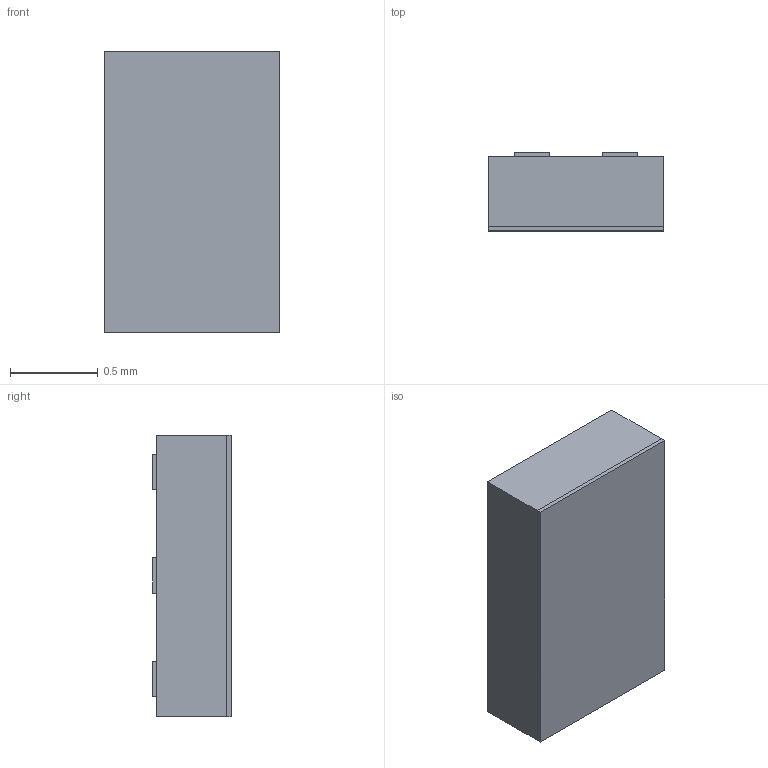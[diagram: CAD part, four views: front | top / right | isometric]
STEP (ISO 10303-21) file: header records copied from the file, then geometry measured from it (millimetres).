
FILE_DESCRIPTION (( 'STEP AP214' ), '1' );
FILE_NAME ('MLPF-WB55-01E3.STEP', '2021-06-17T07:49:25', ( '' ), ( '' ), 'SwSTEP 2.0', 'SolidWorks 2018', '' );
FILE_SCHEMA (( 'AUTOMOTIVE_DESIGN' ));
Length unit declared in the file: millimetre
Products named in the file (2): MLPF-WB55-01E3
Bounding box: 1 x 0.45 x 1.6 mm (x, y, z)
Volume: 0.7 mm3; surface area: 11.1 mm2
Topology: 8 solids, 8 shells, 78 faces, 168 edges, 112 vertices
Faces by surface type: plane 78
Entity records: 3042 total; most frequent: CARTESIAN_POINT 360, ORIENTED_EDGE 336, DIRECTION 328, LINE 168, VECTOR 168, EDGE_CURVE 168, VERTEX_POINT 112, UNCERTAINTY_MEASURE_WITH_UNIT 88
